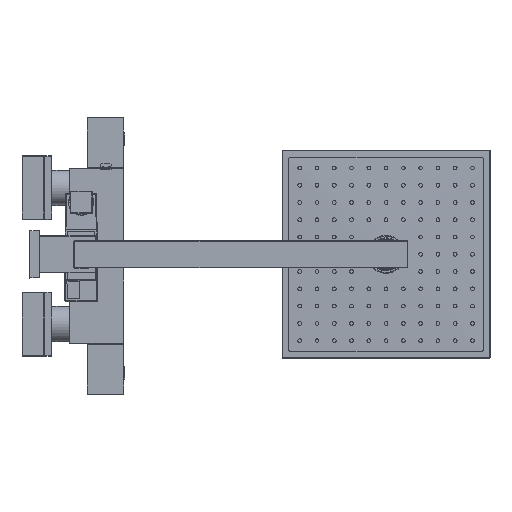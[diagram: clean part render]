
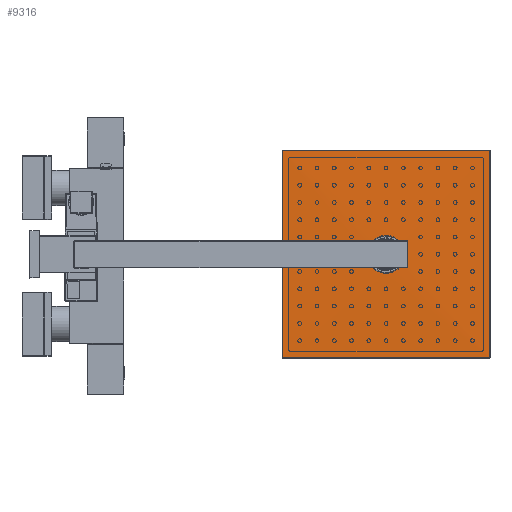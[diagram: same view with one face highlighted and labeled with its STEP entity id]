
A CAD part, top view. The second image highlights one B-rep face of the part: STEP entity #9316.
In plain terms, the highlighted free-form (B-spline) face has degree [2, 2] with [3, 3] control points.
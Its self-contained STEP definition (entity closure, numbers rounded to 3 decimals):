
#772=B_SPLINE_SURFACE_WITH_KNOTS('',2,2,((#16654,#16655,#16656),(#16657,
#16658,#16659),(#16660,#16661,#16662)),.UNSPECIFIED.,.F.,.F.,.F.,(3,3),
(3,3),(0.,1.),(0.,1.),.PIECEWISE_BEZIER_KNOTS.);
#999=B_SPLINE_CURVE_WITH_KNOTS('',3,(#16613,#16614,#16615,#16616,#16617,
#16618,#16619,#16620,#16621,#16622,#16623,#16624,#16625,#16626,#16627,#16628,
#16629,#16630,#16631,#16632,#16633,#16634,#16635,#16636,#16637,#16638,#16639,
#16640,#16641,#16642,#16643,#16644,#16645,#16646,#16647,#16648,#16649,#16650,
#16651,#16652),.UNSPECIFIED.,.T.,.F.,(1,1,1,1,1,1,1,1,1,1,1,1,1,1,1,1,1,
1,1,1,1,1,1,1,1,1,1,1,1,1,1,1,1,1,1,1,1,1,1,1,1,1,1,1),(-0.012,
-0.008,-0.004,0.,0.004,0.008,
0.012,0.016,0.02,0.022,
0.024,0.026,0.029,0.033,
0.037,0.041,0.045,0.049,
0.053,0.057,0.061,0.065,
0.069,0.071,0.073,0.075,
0.077,0.082,0.086,0.09,
0.094,0.098,0.1,0.102,
0.106,0.11,0.114,0.118,
0.122,0.126,0.13,0.135,
0.139,0.143),.UNSPECIFIED.);
#1000=B_SPLINE_CURVE_WITH_KNOTS('',3,(#16663,#16664,#16665,#16666),
 .UNSPECIFIED.,.F.,.F.,(4,4),(0.,0.228),.UNSPECIFIED.);
#1001=B_SPLINE_CURVE_WITH_KNOTS('',3,(#16669,#16670,#16671,#16672),
 .UNSPECIFIED.,.F.,.F.,(4,4),(0.,0.228),.UNSPECIFIED.);
#1002=B_SPLINE_CURVE_WITH_KNOTS('',3,(#16674,#16675,#16676,#16677),
 .UNSPECIFIED.,.F.,.F.,(4,4),(0.,0.228),.UNSPECIFIED.);
#1003=B_SPLINE_CURVE_WITH_KNOTS('',3,(#16679,#16680,#16681,#16682),
 .UNSPECIFIED.,.F.,.F.,(4,4),(0.,0.228),.UNSPECIFIED.);
#2059=ORIENTED_EDGE('',*,*,#3884,.F.);
#2060=ORIENTED_EDGE('',*,*,#3885,.T.);
#2061=ORIENTED_EDGE('',*,*,#3886,.T.);
#2062=ORIENTED_EDGE('',*,*,#3887,.T.);
#2063=ORIENTED_EDGE('',*,*,#3888,.T.);
#3884=EDGE_CURVE('',#5342,#5342,#999,.T.);
#3885=EDGE_CURVE('',#5343,#5344,#1000,.T.);
#3886=EDGE_CURVE('',#5344,#5345,#1001,.T.);
#3887=EDGE_CURVE('',#5345,#5346,#1002,.T.);
#3888=EDGE_CURVE('',#5346,#5343,#1003,.T.);
#5342=VERTEX_POINT('',#16653);
#5343=VERTEX_POINT('',#16667);
#5344=VERTEX_POINT('',#16668);
#5345=VERTEX_POINT('',#16673);
#5346=VERTEX_POINT('',#16678);
#7851=EDGE_LOOP('',(#2059));
#7852=EDGE_LOOP('',(#2060,#2061,#2062,#2063));
#8624=FACE_BOUND('',#7851,.T.);
#8625=FACE_BOUND('',#7852,.T.);
#9316=ADVANCED_FACE('',(#8624,#8625),#772,.F.);
#16613=CARTESIAN_POINT('',(312.629,20.592,1038.804));
#16614=CARTESIAN_POINT('',(308.489,21.001,1038.805));
#16615=CARTESIAN_POINT('',(304.414,20.6,1038.806));
#16616=CARTESIAN_POINT('',(300.45,19.396,1038.807));
#16617=CARTESIAN_POINT('',(296.849,17.473,1038.808));
#16618=CARTESIAN_POINT('',(293.64,14.839,1038.809));
#16619=CARTESIAN_POINT('',(291.485,12.214,1038.81));
#16620=CARTESIAN_POINT('',(290.064,9.845,1038.81));
#16621=CARTESIAN_POINT('',(289.194,8.001,1038.81));
#16622=CARTESIAN_POINT('',(288.505,6.083,1038.81));
#16623=CARTESIAN_POINT('',(287.834,3.405,1038.81));
#16624=CARTESIAN_POINT('',(287.5,0.023,1038.81));
#16625=CARTESIAN_POINT('',(287.905,-4.108,1038.81));
#16626=CARTESIAN_POINT('',(289.09,-8.014,1038.81));
#16627=CARTESIAN_POINT('',(291.038,-11.669,1038.81));
#16628=CARTESIAN_POINT('',(293.643,-14.84,1038.809));
#16629=CARTESIAN_POINT('',(296.819,-17.454,1038.808));
#16630=CARTESIAN_POINT('',(300.468,-19.403,1038.807));
#16631=CARTESIAN_POINT('',(304.375,-20.592,1038.806));
#16632=CARTESIAN_POINT('',(308.506,-21.,1038.805));
#16633=CARTESIAN_POINT('',(311.885,-20.67,1038.805));
#16634=CARTESIAN_POINT('',(314.566,-20.001,1038.804));
#16635=CARTESIAN_POINT('',(316.486,-19.313,1038.804));
#16636=CARTESIAN_POINT('',(318.33,-18.445,1038.803));
#16637=CARTESIAN_POINT('',(320.697,-17.027,1038.803));
#16638=CARTESIAN_POINT('',(323.328,-14.872,1038.802));
#16639=CARTESIAN_POINT('',(325.962,-11.666,1038.802));
#16640=CARTESIAN_POINT('',(327.889,-8.069,1038.801));
#16641=CARTESIAN_POINT('',(329.097,-4.101,1038.801));
#16642=CARTESIAN_POINT('',(329.434,-0.713,1038.8));
#16643=CARTESIAN_POINT('',(329.3,2.041,1038.801));
#16644=CARTESIAN_POINT('',(328.905,4.723,1038.801));
#16645=CARTESIAN_POINT('',(327.904,8.033,1038.801));
#16646=CARTESIAN_POINT('',(325.983,11.636,1038.802));
#16647=CARTESIAN_POINT('',(323.355,14.846,1038.802));
#16648=CARTESIAN_POINT('',(320.198,17.44,1038.803));
#16649=CARTESIAN_POINT('',(316.552,19.396,1038.804));
#16650=CARTESIAN_POINT('',(312.629,20.592,1038.804));
#16651=CARTESIAN_POINT('',(308.489,21.001,1038.805));
#16652=CARTESIAN_POINT('',(304.414,20.6,1038.806));
#16653=CARTESIAN_POINT('',(308.5,20.866,1038.805));
#16654=CARTESIAN_POINT('',(194.2,-114.3,1036.85));
#16655=CARTESIAN_POINT('',(309.363,-114.3,1037.25));
#16656=CARTESIAN_POINT('',(422.8,-114.3,1036.85));
#16657=CARTESIAN_POINT('',(194.2,0.,1037.25));
#16658=CARTESIAN_POINT('',(304.183,0.,1044.114));
#16659=CARTESIAN_POINT('',(422.8,0.,1037.25));
#16660=CARTESIAN_POINT('',(194.2,114.3,1036.85));
#16661=CARTESIAN_POINT('',(309.363,114.3,1037.25));
#16662=CARTESIAN_POINT('',(422.8,114.3,1036.85));
#16663=CARTESIAN_POINT('',(422.501,114.001,1036.852));
#16664=CARTESIAN_POINT('',(346.501,114.012,1037.131));
#16665=CARTESIAN_POINT('',(270.499,114.012,1037.127));
#16666=CARTESIAN_POINT('',(194.499,114.001,1036.852));
#16667=CARTESIAN_POINT('',(422.501,114.001,1036.852));
#16668=CARTESIAN_POINT('',(194.499,114.001,1036.852));
#16669=CARTESIAN_POINT('',(194.499,114.001,1036.852));
#16670=CARTESIAN_POINT('',(194.488,38.001,1037.129));
#16671=CARTESIAN_POINT('',(194.488,-38.001,1037.129));
#16672=CARTESIAN_POINT('',(194.499,-114.001,1036.852));
#16673=CARTESIAN_POINT('',(194.499,-114.001,1036.852));
#16674=CARTESIAN_POINT('',(194.499,-114.001,1036.852));
#16675=CARTESIAN_POINT('',(270.499,-114.012,1037.127));
#16676=CARTESIAN_POINT('',(346.501,-114.012,1037.131));
#16677=CARTESIAN_POINT('',(422.501,-114.001,1036.852));
#16678=CARTESIAN_POINT('',(422.501,-114.001,1036.852));
#16679=CARTESIAN_POINT('',(422.501,-114.001,1036.852));
#16680=CARTESIAN_POINT('',(422.512,-38.001,1037.129));
#16681=CARTESIAN_POINT('',(422.512,38.001,1037.129));
#16682=CARTESIAN_POINT('',(422.501,114.001,1036.852));
